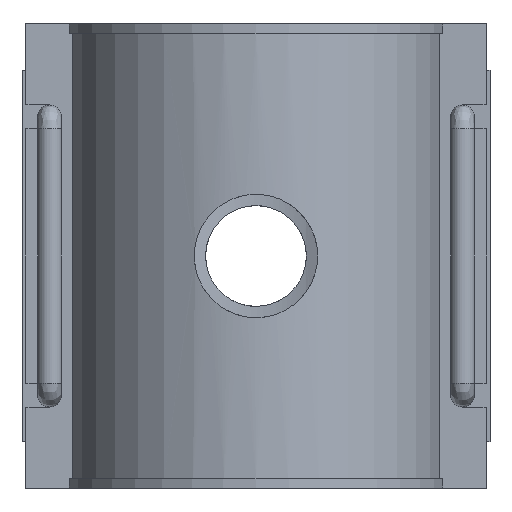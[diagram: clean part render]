
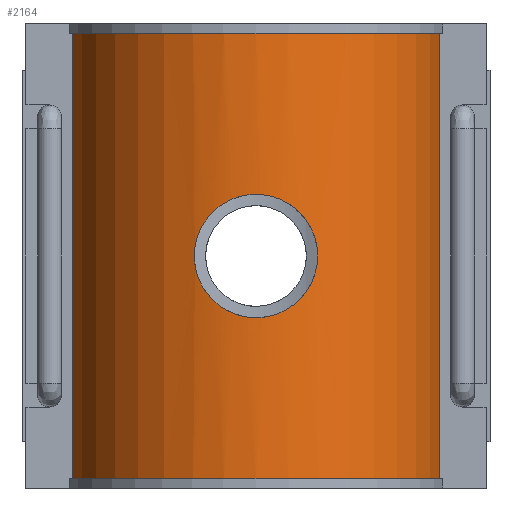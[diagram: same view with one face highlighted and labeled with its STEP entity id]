
A CAD part, front view. The second image highlights one B-rep face of the part: STEP entity #2164.
In plain terms, the highlighted cylindrical face has radius 47.5 mm (diameter 95 mm), a partial arc.
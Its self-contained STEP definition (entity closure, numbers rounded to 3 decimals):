
#31=LINE('',#3537,#238);
#66=LINE('',#3745,#273);
#238=VECTOR('',#2534,113.28);
#273=VECTOR('',#2611,113.28);
#532=CIRCLE('',#2298,47.5);
#540=CIRCLE('',#2312,47.5);
#612=FACE_BOUND('',#814,.T.);
#670=FACE_OUTER_BOUND('',#813,.T.);
#813=EDGE_LOOP('',(#1612,#1613,#1614,#1615));
#814=EDGE_LOOP('',(#1616));
#962=B_SPLINE_CURVE_WITH_KNOTS('',3,(#3078,#3079,#3080,#3081,#3082,#3083,
#3084,#3085,#3086,#3087,#3088,#3089,#3090,#3091,#3092,#3093,#3094,#3095,
#3096,#3097,#3098,#3099,#3100,#3101,#3102,#3103,#3104,#3105,#3106,#3107,
#3108,#3109,#3110,#3111,#3112,#3113,#3114,#3115,#3116,#3117,#3118,#3119,
#3120,#3121,#3122,#3123,#3124,#3125,#3126,#3127,#3128,#3129,#3130,#3131,
#3132,#3133,#3134,#3135),.UNSPECIFIED.,.T.,.F.,(4,2,2,2,2,2,2,2,2,2,2,2,
2,2,2,2,2,2,2,2,2,2,2,2,2,2,2,2,4),(0.,0.298,0.596,
1.191,1.489,1.787,2.084,2.382,
2.68,2.977,3.275,3.573,4.168,
4.466,4.764,5.062,5.36,5.955,
6.253,6.551,6.848,7.146,7.444,
7.741,8.039,8.337,8.932,9.23,
9.528),.UNSPECIFIED.);
#987=VERTEX_POINT('',#3077);
#1007=VERTEX_POINT('',#3522);
#1008=VERTEX_POINT('',#3524);
#1012=VERTEX_POINT('',#3536);
#1031=VERTEX_POINT('',#3581);
#1195=EDGE_CURVE('',#987,#987,#962,.T.);
#1219=EDGE_CURVE('',#1007,#1008,#532,.T.);
#1224=EDGE_CURVE('',#1007,#1012,#31,.T.);
#1246=EDGE_CURVE('',#1031,#1012,#540,.T.);
#1279=EDGE_CURVE('',#1008,#1031,#66,.T.);
#1612=ORIENTED_EDGE('',*,*,#1219,.T.);
#1613=ORIENTED_EDGE('',*,*,#1279,.T.);
#1614=ORIENTED_EDGE('',*,*,#1246,.T.);
#1615=ORIENTED_EDGE('',*,*,#1224,.F.);
#1616=ORIENTED_EDGE('',*,*,#1195,.T.);
#2121=CYLINDRICAL_SURFACE('',#2322,47.5);
#2164=ADVANCED_FACE('',(#670,#612),#2121,.T.);
#2298=AXIS2_PLACEMENT_3D('',#3526,#2524,#2525);
#2312=AXIS2_PLACEMENT_3D('',#3582,#2571,#2572);
#2322=AXIS2_PLACEMENT_3D('',#3746,#2612,#2613);
#2524=DIRECTION('center_axis',(0.,0.,1.));
#2525=DIRECTION('ref_axis',(1.,0.,0.));
#2534=DIRECTION('',(0.,0.,1.));
#2571=DIRECTION('center_axis',(0.,0.,-1.));
#2572=DIRECTION('ref_axis',(1.,0.,0.));
#2611=DIRECTION('',(0.,0.,1.));
#2612=DIRECTION('center_axis',(0.,0.,1.));
#2613=DIRECTION('ref_axis',(1.,0.,0.));
#3077=CARTESIAN_POINT('',(15.68,-44.837,0.));
#3078=CARTESIAN_POINT('Ctrl Pts',(15.68,-44.837,0.));
#3079=CARTESIAN_POINT('Ctrl Pts',(15.68,-44.837,-0.993));
#3080=CARTESIAN_POINT('Ctrl Pts',(15.584,-44.871,-2.017));
#3081=CARTESIAN_POINT('Ctrl Pts',(15.184,-45.008,-4.049));
#3082=CARTESIAN_POINT('Ctrl Pts',(14.879,-45.111,-5.057));
#3083=CARTESIAN_POINT('Ctrl Pts',(13.676,-45.497,-7.95));
#3084=CARTESIAN_POINT('Ctrl Pts',(12.472,-45.856,-9.703));
#3085=CARTESIAN_POINT('Ctrl Pts',(10.396,-46.354,-11.779));
#3086=CARTESIAN_POINT('Ctrl Pts',(9.614,-46.525,-12.43));
#3087=CARTESIAN_POINT('Ctrl Pts',(7.909,-46.845,-13.578));
#3088=CARTESIAN_POINT('Ctrl Pts',(6.986,-46.994,-14.077));
#3089=CARTESIAN_POINT('Ctrl Pts',(5.056,-47.24,-14.879));
#3090=CARTESIAN_POINT('Ctrl Pts',(4.048,-47.338,-15.184));
#3091=CARTESIAN_POINT('Ctrl Pts',(2.016,-47.468,-15.584));
#3092=CARTESIAN_POINT('Ctrl Pts',(0.992,-47.5,-15.68));
#3093=CARTESIAN_POINT('Ctrl Pts',(-0.992,-47.5,-15.68));
#3094=CARTESIAN_POINT('Ctrl Pts',(-2.016,-47.468,-15.584));
#3095=CARTESIAN_POINT('Ctrl Pts',(-4.048,-47.338,-15.184));
#3096=CARTESIAN_POINT('Ctrl Pts',(-5.056,-47.24,-14.879));
#3097=CARTESIAN_POINT('Ctrl Pts',(-6.986,-46.994,-14.077));
#3098=CARTESIAN_POINT('Ctrl Pts',(-7.909,-46.845,-13.578));
#3099=CARTESIAN_POINT('Ctrl Pts',(-9.614,-46.525,-12.43));
#3100=CARTESIAN_POINT('Ctrl Pts',(-10.396,-46.354,-11.779));
#3101=CARTESIAN_POINT('Ctrl Pts',(-12.472,-45.856,-9.703));
#3102=CARTESIAN_POINT('Ctrl Pts',(-13.676,-45.497,-7.95));
#3103=CARTESIAN_POINT('Ctrl Pts',(-14.879,-45.111,-5.057));
#3104=CARTESIAN_POINT('Ctrl Pts',(-15.184,-45.008,-4.049));
#3105=CARTESIAN_POINT('Ctrl Pts',(-15.584,-44.871,-2.017));
#3106=CARTESIAN_POINT('Ctrl Pts',(-15.68,-44.837,-0.993));
#3107=CARTESIAN_POINT('Ctrl Pts',(-15.68,-44.837,0.993));
#3108=CARTESIAN_POINT('Ctrl Pts',(-15.584,-44.871,2.017));
#3109=CARTESIAN_POINT('Ctrl Pts',(-15.184,-45.008,4.049));
#3110=CARTESIAN_POINT('Ctrl Pts',(-14.879,-45.111,5.057));
#3111=CARTESIAN_POINT('Ctrl Pts',(-13.676,-45.497,7.95));
#3112=CARTESIAN_POINT('Ctrl Pts',(-12.472,-45.856,9.703));
#3113=CARTESIAN_POINT('Ctrl Pts',(-10.396,-46.354,11.779));
#3114=CARTESIAN_POINT('Ctrl Pts',(-9.614,-46.525,12.43));
#3115=CARTESIAN_POINT('Ctrl Pts',(-7.909,-46.845,13.578));
#3116=CARTESIAN_POINT('Ctrl Pts',(-6.986,-46.994,14.077));
#3117=CARTESIAN_POINT('Ctrl Pts',(-5.056,-47.24,14.879));
#3118=CARTESIAN_POINT('Ctrl Pts',(-4.048,-47.338,15.184));
#3119=CARTESIAN_POINT('Ctrl Pts',(-2.016,-47.468,15.584));
#3120=CARTESIAN_POINT('Ctrl Pts',(-0.992,-47.5,15.68));
#3121=CARTESIAN_POINT('Ctrl Pts',(0.992,-47.5,15.68));
#3122=CARTESIAN_POINT('Ctrl Pts',(2.016,-47.468,15.584));
#3123=CARTESIAN_POINT('Ctrl Pts',(4.048,-47.338,15.184));
#3124=CARTESIAN_POINT('Ctrl Pts',(5.056,-47.24,14.879));
#3125=CARTESIAN_POINT('Ctrl Pts',(6.986,-46.994,14.077));
#3126=CARTESIAN_POINT('Ctrl Pts',(7.909,-46.845,13.578));
#3127=CARTESIAN_POINT('Ctrl Pts',(9.614,-46.525,12.43));
#3128=CARTESIAN_POINT('Ctrl Pts',(10.396,-46.354,11.779));
#3129=CARTESIAN_POINT('Ctrl Pts',(12.472,-45.856,9.703));
#3130=CARTESIAN_POINT('Ctrl Pts',(13.676,-45.497,7.95));
#3131=CARTESIAN_POINT('Ctrl Pts',(14.879,-45.111,5.057));
#3132=CARTESIAN_POINT('Ctrl Pts',(15.184,-45.008,4.049));
#3133=CARTESIAN_POINT('Ctrl Pts',(15.584,-44.871,2.017));
#3134=CARTESIAN_POINT('Ctrl Pts',(15.68,-44.837,0.993));
#3135=CARTESIAN_POINT('Ctrl Pts',(15.68,-44.837,0.));
#3522=CARTESIAN_POINT('',(-46.566,-9.375,-56.64));
#3524=CARTESIAN_POINT('',(46.566,-9.375,-56.64));
#3526=CARTESIAN_POINT('Origin',(0.,0.,-56.64));
#3536=CARTESIAN_POINT('',(-46.566,-9.375,56.64));
#3537=CARTESIAN_POINT('',(-46.566,-9.375,0.));
#3581=CARTESIAN_POINT('',(46.566,-9.375,56.64));
#3582=CARTESIAN_POINT('Origin',(0.,0.,56.64));
#3745=CARTESIAN_POINT('',(46.566,-9.375,0.));
#3746=CARTESIAN_POINT('Origin',(0.,0.,0.));
